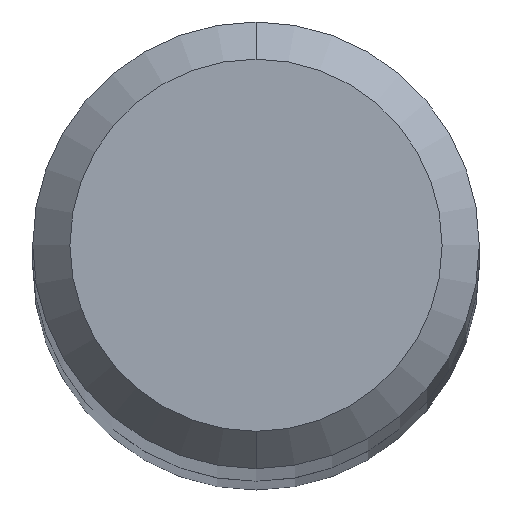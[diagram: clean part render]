
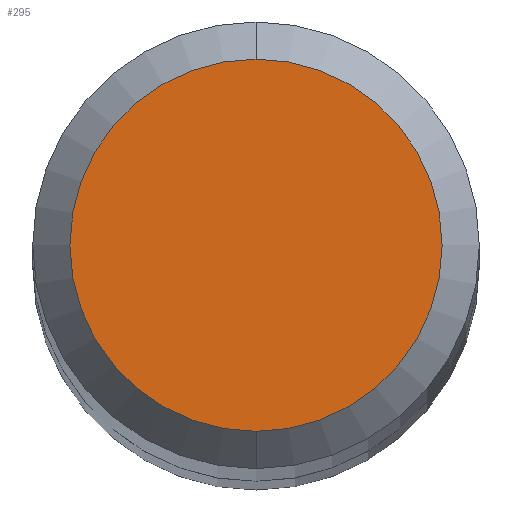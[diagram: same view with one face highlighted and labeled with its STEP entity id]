
A CAD part, top view. The second image highlights one B-rep face of the part: STEP entity #295.
In plain terms, the highlighted planar face has unit normal (0, 0, 1).
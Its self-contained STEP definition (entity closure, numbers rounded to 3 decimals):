
#193=VERTEX_POINT('',#471);
#201=VERTEX_POINT('',#481);
#229=EDGE_CURVE('',#193,#201,#515,.T.);
#295=ADVANCED_FACE('',(#584),#585,.T.);
#371=EDGE_CURVE('',#201,#193,#672,.T.);
#471=CARTESIAN_POINT('',(0.0,1.5,0.0));
#481=CARTESIAN_POINT('',(0.,-1.5,0.0));
#515=CIRCLE('',#864,1.5);
#584=FACE_OUTER_BOUND('',#983,.T.);
#585=PLANE('',#984);
#672=CIRCLE('',#1174,1.5);
#864=AXIS2_PLACEMENT_3D('',#1428,#1429,#1430);
#983=EDGE_LOOP('',(#1481,#1482));
#984=AXIS2_PLACEMENT_3D('',#1483,#1484,#1485);
#1174=AXIS2_PLACEMENT_3D('',#1612,#1613,#1614);
#1428=CARTESIAN_POINT('',(0.0,0.0,0.0));
#1429=DIRECTION('',(0.0,0.0,-1.0));
#1430=DIRECTION('',(0.0,1.0,0.0));
#1481=ORIENTED_EDGE('',*,*,#229,.F.);
#1482=ORIENTED_EDGE('',*,*,#371,.F.);
#1483=CARTESIAN_POINT('',(0.0,0.75,0.0));
#1484=DIRECTION('',(-0.0,0.0,1.0));
#1485=DIRECTION('',(0.0,-1.0,0.0));
#1612=CARTESIAN_POINT('',(0.0,0.0,0.0));
#1613=DIRECTION('',(0.0,0.0,-1.0));
#1614=DIRECTION('',(0.0,1.0,0.0));
